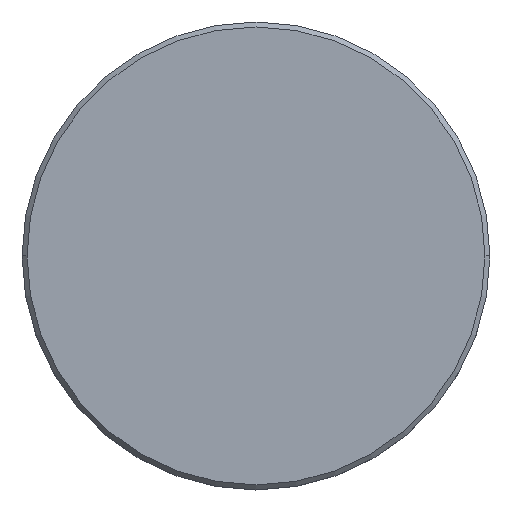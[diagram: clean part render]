
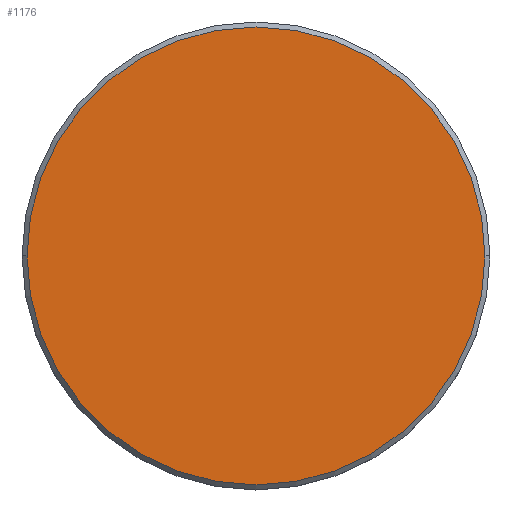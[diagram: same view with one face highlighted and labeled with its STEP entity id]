
A CAD part, top view. The second image highlights one B-rep face of the part: STEP entity #1176.
In plain terms, the highlighted planar face has unit normal (0, 0, 1).
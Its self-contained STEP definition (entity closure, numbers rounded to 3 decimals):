
#52 = VERTEX_POINT ( 'NONE', #134 ) ;
#74 = CARTESIAN_POINT ( 'NONE',  ( 0., 0., 0. ) ) ;
#80 = DIRECTION ( 'NONE',  ( 1., 0., 0. ) ) ;
#85 = CARTESIAN_POINT ( 'NONE',  ( 0., 0., 0. ) ) ;
#134 = CARTESIAN_POINT ( 'NONE',  ( -23., 0., 0. ) ) ;
#175 = ORIENTED_EDGE ( 'NONE', *, *, #316, .T. ) ;
#180 = DIRECTION ( 'NONE',  ( 1., 0., 0. ) ) ;
#262 = DIRECTION ( 'NONE',  ( 1., 0., 0. ) ) ;
#316 = EDGE_CURVE ( 'NONE', #52, #1082, #838, .T. ) ;
#343 = ORIENTED_EDGE ( 'NONE', *, *, #345, .T. ) ;
#345 = EDGE_CURVE ( 'NONE', #1082, #52, #1049, .T. ) ;
#410 = EDGE_LOOP ( 'NONE', ( #175, #343 ) ) ;
#462 = DIRECTION ( 'NONE',  ( 0., 0., 1. ) ) ;
#491 = AXIS2_PLACEMENT_3D ( 'NONE', #74, #1068, #262 ) ;
#561 = AXIS2_PLACEMENT_3D ( 'NONE', #85, #462, #80 ) ;
#634 = DIRECTION ( 'NONE',  ( 0., 0., 1. ) ) ;
#699 = AXIS2_PLACEMENT_3D ( 'NONE', #1015, #634, #180 ) ;
#818 = PLANE ( 'NONE',  #491 ) ;
#838 = CIRCLE ( 'NONE', #561, 23. ) ;
#969 = FACE_OUTER_BOUND ( 'NONE', #410, .T. ) ;
#1015 = CARTESIAN_POINT ( 'NONE',  ( 0., 0., 0. ) ) ;
#1049 = CIRCLE ( 'NONE', #699, 23. ) ;
#1068 = DIRECTION ( 'NONE',  ( 0., 0., 1. ) ) ;
#1082 = VERTEX_POINT ( 'NONE', #1105 ) ;
#1105 = CARTESIAN_POINT ( 'NONE',  ( 23., 0., 0. ) ) ;
#1176 = ADVANCED_FACE ( 'NONE', ( #969 ), #818, .T. ) ;
